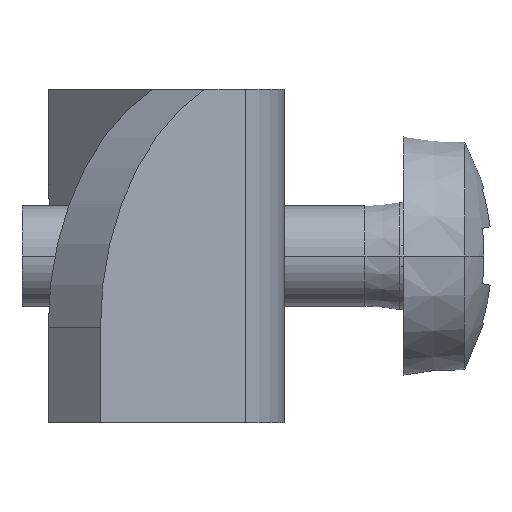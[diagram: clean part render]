
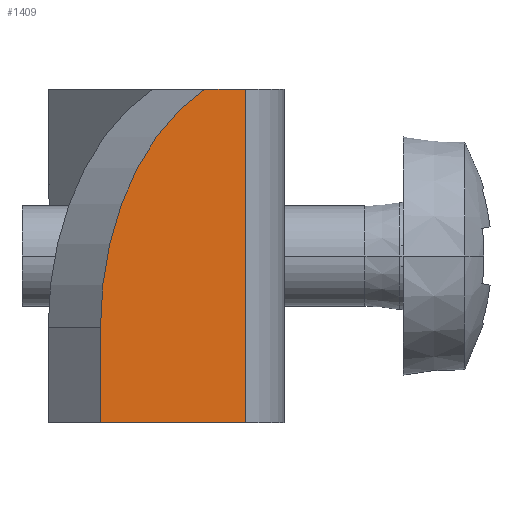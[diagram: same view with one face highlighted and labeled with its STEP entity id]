
A CAD part, left-side view. The second image highlights one B-rep face of the part: STEP entity #1409.
In plain terms, the highlighted planar face has unit normal (-0.682, -0.731, 0).
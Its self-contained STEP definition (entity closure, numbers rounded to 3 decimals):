
#11 = DIRECTION ( 'NONE',  ( 0., 0., 1. ) ) ;
#52 = DIRECTION ( 'NONE',  ( 0., 0., 1. ) ) ;
#70 = DIRECTION ( 'NONE',  ( 0.682, 0.731, 0. ) ) ;
#122 = CARTESIAN_POINT ( 'NONE',  ( -7.219, 0.205, -3. ) ) ;
#130 = AXIS2_PLACEMENT_3D ( 'NONE', #508, #134, #52 ) ;
#134 = DIRECTION ( 'NONE',  ( 0.682, 0.731, 0. ) ) ;
#150 = PLANE ( 'NONE',  #130 ) ;
#159 = CARTESIAN_POINT ( 'NONE',  ( -10.571, 3.33, 7. ) ) ;
#287 = EDGE_CURVE ( 'NONE', #1315, #1444, #412, .T. ) ;
#333 = CARTESIAN_POINT ( 'NONE',  ( -15.264, 7.707, -7. ) ) ;
#411 = ORIENTED_EDGE ( 'NONE', *, *, #762, .F. ) ;
#412 = LINE ( 'NONE', #333, #1474 ) ;
#446 = DIRECTION ( 'NONE',  ( 0., 0., 1. ) ) ;
#508 = CARTESIAN_POINT ( 'NONE',  ( -7.219, 0.205, -3. ) ) ;
#616 = EDGE_LOOP ( 'NONE', ( #411, #930, #636, #817, #1459 ) ) ;
#636 = ORIENTED_EDGE ( 'NONE', *, *, #707, .F. ) ;
#664 = VECTOR ( 'NONE', #1032, 1000. ) ;
#673 = EDGE_CURVE ( 'NONE', #1444, #802, #1264, .T. ) ;
#680 = LINE ( 'NONE', #1048, #664 ) ;
#685 = DIRECTION ( 'NONE',  ( -0.731, 0.682, 0. ) ) ;
#707 = EDGE_CURVE ( 'NONE', #802, #1089, #1176, .T. ) ;
#748 = CARTESIAN_POINT ( 'NONE',  ( -15.264, 7.707, -7. ) ) ;
#762 = EDGE_CURVE ( 'NONE', #1010, #1315, #1130, .T. ) ;
#802 = VERTEX_POINT ( 'NONE', #979 ) ;
#817 = ORIENTED_EDGE ( 'NONE', *, *, #673, .F. ) ;
#930 = ORIENTED_EDGE ( 'NONE', *, *, #983, .T. ) ;
#979 = CARTESIAN_POINT ( 'NONE',  ( -10.571, 3.33, 7. ) ) ;
#983 = EDGE_CURVE ( 'NONE', #1010, #1089, #680, .T. ) ;
#1010 = VERTEX_POINT ( 'NONE', #1043 ) ;
#1021 = VECTOR ( 'NONE', #685, 1000. ) ;
#1032 = DIRECTION ( 'NONE',  ( 0., 0., 1. ) ) ;
#1043 = CARTESIAN_POINT ( 'NONE',  ( -8.729, 1.612, -7. ) ) ;
#1048 = CARTESIAN_POINT ( 'NONE',  ( -8.729, 1.612, -3. ) ) ;
#1080 = CARTESIAN_POINT ( 'NONE',  ( -15.264, 7.707, -7. ) ) ;
#1083 = FACE_OUTER_BOUND ( 'NONE', #616, .T. ) ;
#1089 = VERTEX_POINT ( 'NONE', #1200 ) ;
#1128 = VECTOR ( 'NONE', #1495, 1000. ) ;
#1130 = LINE ( 'NONE', #1080, #1021 ) ;
#1141 = CARTESIAN_POINT ( 'NONE',  ( -15.264, 7.707, -3. ) ) ;
#1176 = LINE ( 'NONE', #159, #1128 ) ;
#1200 = CARTESIAN_POINT ( 'NONE',  ( -8.729, 1.612, 7. ) ) ;
#1207 = AXIS2_PLACEMENT_3D ( 'NONE', #122, #70, #11 ) ;
#1264 = CIRCLE ( 'NONE', #1207, 11. ) ;
#1315 = VERTEX_POINT ( 'NONE', #748 ) ;
#1409 = ADVANCED_FACE ( 'NONE', ( #1083 ), #150, .F. ) ;
#1444 = VERTEX_POINT ( 'NONE', #1141 ) ;
#1459 = ORIENTED_EDGE ( 'NONE', *, *, #287, .F. ) ;
#1474 = VECTOR ( 'NONE', #446, 1000. ) ;
#1495 = DIRECTION ( 'NONE',  ( 0.731, -0.682, 0. ) ) ;
